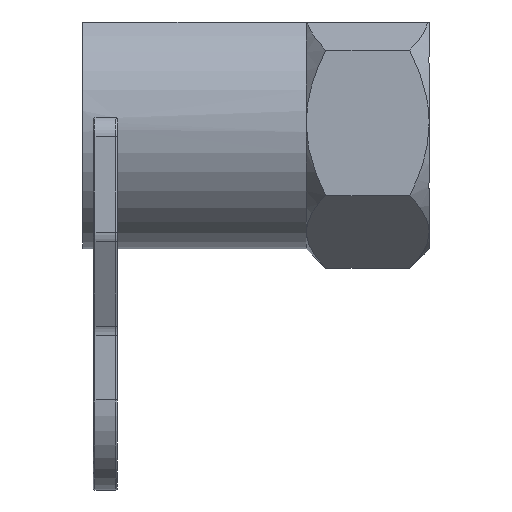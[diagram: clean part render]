
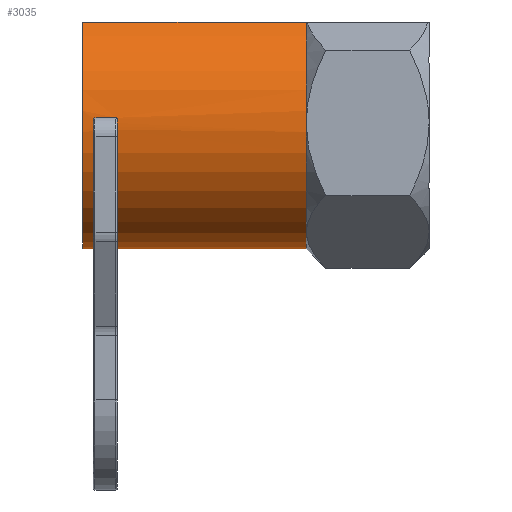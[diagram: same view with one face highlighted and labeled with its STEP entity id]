
A CAD part, left-side view. The second image highlights one B-rep face of the part: STEP entity #3035.
In plain terms, the highlighted cylindrical face has radius 36.373 mm (diameter 72.746 mm), a partial arc.
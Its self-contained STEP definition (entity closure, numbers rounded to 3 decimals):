
#2097 = CARTESIAN_POINT ( 'NONE',  ( -36.342, 96.5, 1.5 ) ) ;
#2098 = CARTESIAN_POINT ( 'NONE',  ( -36.342, 96.57, 1.5 ) ) ;
#2099 = CARTESIAN_POINT ( 'NONE',  ( -36.343, 96.639, 1.484 ) ) ;
#2100 = CARTESIAN_POINT ( 'NONE',  ( -36.345, 96.764, 1.423 ) ) ;
#2101 = CARTESIAN_POINT ( 'NONE',  ( -36.347, 96.818, 1.38 ) ) ;
#2102 = CARTESIAN_POINT ( 'NONE',  ( -36.353, 96.954, 1.22 ) ) ;
#2103 = CARTESIAN_POINT ( 'NONE',  ( -36.357, 97., 1.083 ) ) ;
#2104 = CARTESIAN_POINT ( 'NONE',  ( -36.361, 97., 0.944 ) ) ;
#2105 = CIRCLE ( 'NONE', #2152, 36.373 ) ;
#2106 = CARTESIAN_POINT ( 'NONE',  ( -36.342, 96.5, 1.5 ) ) ;
#2107 = B_SPLINE_CURVE_WITH_KNOTS ( 'NONE', 3,
 ( #2104, #2103, #2102, #2101, #2100, #2099, #2098, #2097 ),
 .UNSPECIFIED., .F., .F.,
 ( 4, 2, 2, 4 ),
 ( 0., 0., 0.001, 0.001 ),
 .UNSPECIFIED. ) ;
#2108 = CARTESIAN_POINT ( 'NONE',  ( 0., 97., 0. ) ) ;
#2109 = CARTESIAN_POINT ( 'NONE',  ( -36.361, 97., 0.944 ) ) ;
#2133 = DIRECTION ( 'NONE',  ( 0., 0., -1. ) ) ;
#2134 = DIRECTION ( 'NONE',  ( 0., -1., 0. ) ) ;
#2135 = CARTESIAN_POINT ( 'NONE',  ( 0., 100., 0. ) ) ;
#2136 = AXIS2_PLACEMENT_3D ( 'NONE', #2135, #2134, #2133 ) ;
#2137 = CYLINDRICAL_SURFACE ( 'NONE', #2136, 36.373 ) ;
#2138 = FACE_OUTER_BOUND ( 'NONE', #3052, .T. ) ;
#2139 = FACE_BOUND ( 'NONE', #3034, .T. ) ;
#2140 = DIRECTION ( 'NONE',  ( 0., 1., 0. ) ) ;
#2141 = VECTOR ( 'NONE', #2140, 1000. ) ;
#2142 = CARTESIAN_POINT ( 'NONE',  ( -36.318, -0.023, -2. ) ) ;
#2143 = LINE ( 'NONE', #2142, #2141 ) ;
#2144 = CARTESIAN_POINT ( 'NONE',  ( -36.318, 90., -2. ) ) ;
#2145 = CARTESIAN_POINT ( 'NONE',  ( -36.318, 97., -2. ) ) ;
#2150 = DIRECTION ( 'NONE',  ( 0., 0., 1. ) ) ;
#2151 = DIRECTION ( 'NONE',  ( 0., -1., 0. ) ) ;
#2152 = AXIS2_PLACEMENT_3D ( 'NONE', #2108, #2151, #2150 ) ;
#2154 = CARTESIAN_POINT ( 'NONE',  ( -36.342, 90.36, 1.5 ) ) ;
#2155 = CARTESIAN_POINT ( 'NONE',  ( -36.342, 90.5, 1.5 ) ) ;
#2156 = CARTESIAN_POINT ( 'NONE',  ( -36.342, 90.5, 1.5 ) ) ;
#2157 = B_SPLINE_CURVE_WITH_KNOTS ( 'NONE', 3,
 ( #2155, #2154, #2214, #2213, #2212, #2211 ),
 .UNSPECIFIED., .F., .F.,
 ( 4, 2, 4 ),
 ( 0., 0., 0.001 ),
 .UNSPECIFIED. ) ;
#2158 = DIRECTION ( 'NONE',  ( 0., 0., 1. ) ) ;
#2159 = DIRECTION ( 'NONE',  ( 0., -1., 0. ) ) ;
#2160 = CARTESIAN_POINT ( 'NONE',  ( 0., 90., 0. ) ) ;
#2161 = AXIS2_PLACEMENT_3D ( 'NONE', #2160, #2159, #2158 ) ;
#2162 = CIRCLE ( 'NONE', #2161, 36.373 ) ;
#2163 = CARTESIAN_POINT ( 'NONE',  ( -36.361, 90., 0.944 ) ) ;
#2164 = DIRECTION ( 'NONE',  ( 0., 0., 1. ) ) ;
#2165 = DIRECTION ( 'NONE',  ( 0., 1., 0. ) ) ;
#2166 = CARTESIAN_POINT ( 'NONE',  ( 0., 100., 0. ) ) ;
#2167 = AXIS2_PLACEMENT_3D ( 'NONE', #2166, #2165, #2164 ) ;
#2168 = CIRCLE ( 'NONE', #2167, 36.373 ) ;
#2169 = CARTESIAN_POINT ( 'NONE',  ( 0., 100., -36.373 ) ) ;
#2170 = CARTESIAN_POINT ( 'NONE',  ( -21.775, 100., 29.135 ) ) ;
#2171 = DIRECTION ( 'NONE',  ( 0., -1., 0. ) ) ;
#2172 = VECTOR ( 'NONE', #2171, 1000. ) ;
#2173 = CARTESIAN_POINT ( 'NONE',  ( 0., 100., -36.373 ) ) ;
#2174 = LINE ( 'NONE', #2173, #2172 ) ;
#2175 = CARTESIAN_POINT ( 'NONE',  ( 0., 35.5, -36.373 ) ) ;
#2207 = DIRECTION ( 'NONE',  ( 0., -1., 0. ) ) ;
#2208 = VECTOR ( 'NONE', #2207, 1000. ) ;
#2209 = CARTESIAN_POINT ( 'NONE',  ( -36.342, 97., 1.5 ) ) ;
#2210 = LINE ( 'NONE', #2209, #2208 ) ;
#2211 = CARTESIAN_POINT ( 'NONE',  ( -36.361, 90., 0.944 ) ) ;
#2212 = CARTESIAN_POINT ( 'NONE',  ( -36.357, 90., 1.083 ) ) ;
#2213 = CARTESIAN_POINT ( 'NONE',  ( -36.353, 90.047, 1.222 ) ) ;
#2214 = CARTESIAN_POINT ( 'NONE',  ( -36.345, 90.226, 1.432 ) ) ;
#2289 = DIRECTION ( 'NONE',  ( 0., 0., 1. ) ) ;
#2290 = DIRECTION ( 'NONE',  ( 0., 1., 0. ) ) ;
#2291 = CARTESIAN_POINT ( 'NONE',  ( 0., 35.5, 0. ) ) ;
#2292 = AXIS2_PLACEMENT_3D ( 'NONE', #2291, #2290, #2289 ) ;
#2293 = CIRCLE ( 'NONE', #2292, 36.373 ) ;
#2299 = CARTESIAN_POINT ( 'NONE',  ( -21.775, 35.5, 29.135 ) ) ;
#2300 = DIRECTION ( 'NONE',  ( 0., 1., 0. ) ) ;
#2301 = VECTOR ( 'NONE', #2300, 1000. ) ;
#2302 = CARTESIAN_POINT ( 'NONE',  ( -21.775, 35.5, 29.135 ) ) ;
#2303 = LINE ( 'NONE', #2302, #2301 ) ;
#3022 = EDGE_CURVE ( 'NONE', #3025, #3023, #2107, .T. ) ;
#3023 = VERTEX_POINT ( 'NONE', #2106 ) ;
#3024 = ORIENTED_EDGE ( 'NONE', *, *, #3022, .T. ) ;
#3025 = VERTEX_POINT ( 'NONE', #2109 ) ;
#3026 = EDGE_CURVE ( 'NONE', #3025, #3030, #2105, .T. ) ;
#3027 = ORIENTED_EDGE ( 'NONE', *, *, #3026, .F. ) ;
#3030 = VERTEX_POINT ( 'NONE', #2145 ) ;
#3031 = VERTEX_POINT ( 'NONE', #2144 ) ;
#3032 = EDGE_CURVE ( 'NONE', #3031, #3030, #2143, .T. ) ;
#3033 = ORIENTED_EDGE ( 'NONE', *, *, #3032, .T. ) ;
#3034 = EDGE_LOOP ( 'NONE', ( #3033, #3027, #3024, #3057, #3056, #3051 ) ) ;
#3035 = ADVANCED_FACE ( 'NONE', ( #2139, #2138 ), #2137, .T. ) ;
#3041 = VERTEX_POINT ( 'NONE', #2175 ) ;
#3042 = EDGE_CURVE ( 'NONE', #3045, #3041, #2174, .T. ) ;
#3043 = ORIENTED_EDGE ( 'NONE', *, *, #3042, .T. ) ;
#3044 = VERTEX_POINT ( 'NONE', #2170 ) ;
#3045 = VERTEX_POINT ( 'NONE', #2169 ) ;
#3046 = EDGE_CURVE ( 'NONE', #3045, #3044, #2168, .T. ) ;
#3048 = ORIENTED_EDGE ( 'NONE', *, *, #3046, .F. ) ;
#3049 = VERTEX_POINT ( 'NONE', #2163 ) ;
#3050 = EDGE_CURVE ( 'NONE', #3049, #3031, #2162, .T. ) ;
#3051 = ORIENTED_EDGE ( 'NONE', *, *, #3050, .T. ) ;
#3052 = EDGE_LOOP ( 'NONE', ( #3048, #3043, #3113, #3107 ) ) ;
#3053 = EDGE_CURVE ( 'NONE', #3054, #3049, #2157, .T. ) ;
#3054 = VERTEX_POINT ( 'NONE', #2156 ) ;
#3055 = EDGE_CURVE ( 'NONE', #3023, #3054, #2210, .T. ) ;
#3056 = ORIENTED_EDGE ( 'NONE', *, *, #3053, .T. ) ;
#3057 = ORIENTED_EDGE ( 'NONE', *, *, #3055, .T. ) ;
#3107 = ORIENTED_EDGE ( 'NONE', *, *, #3108, .T. ) ;
#3108 = EDGE_CURVE ( 'NONE', #3109, #3044, #2303, .T. ) ;
#3109 = VERTEX_POINT ( 'NONE', #2299 ) ;
#3113 = ORIENTED_EDGE ( 'NONE', *, *, #3115, .T. ) ;
#3115 = EDGE_CURVE ( 'NONE', #3041, #3109, #2293, .T. ) ;
